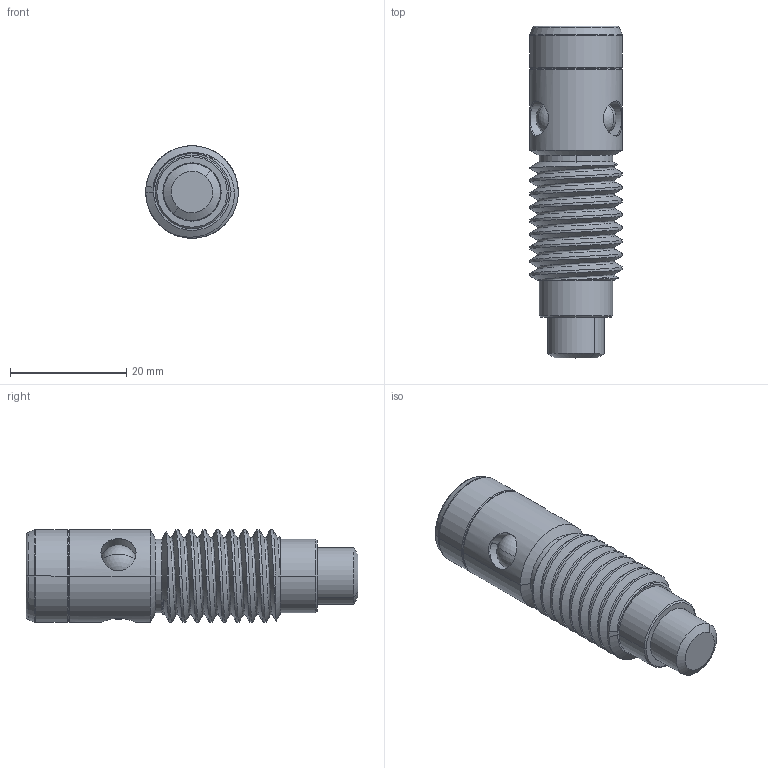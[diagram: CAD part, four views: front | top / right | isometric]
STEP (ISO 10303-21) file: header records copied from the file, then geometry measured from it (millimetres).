
FILE_DESCRIPTION (( 'STEP AP214' ), '1' );
FILE_NAME ('11616.STEP', '2023-06-28T13:43:00', ( '' ), ( '' ), 'SwSTEP 2.0', 'SolidWorks 2021', '' );
FILE_SCHEMA (( 'AUTOMOTIVE_DESIGN' ));
Length unit declared in the file: inch
Products named in the file (4): 116165_116165; 115581_115581; 11616; 115584_115584
Assembly tree (5 placements, depth 2):
  11616
    115584_115584
    116165_116165
    115581_115581  x3
Bounding box: 15.88 x 56.98 x 15.88 mm (x, y, z)
Volume: 6393.5 mm3; surface area: 5469.5 mm2
Topology: 5 solids, 5 shells, 113 faces, 281 edges, 169 vertices
Faces by surface type: cylinder 46, cone 31, plane 19, torus 8, sphere 6, bspline 3
Entity records: 6128 total; most frequent: CARTESIAN_POINT 3521, ORIENTED_EDGE 512, DIRECTION 509, EDGE_CURVE 256, AXIS2_PLACEMENT_3D 204, VERTEX_POINT 156, EDGE_LOOP 118, ADVANCED_FACE 109
